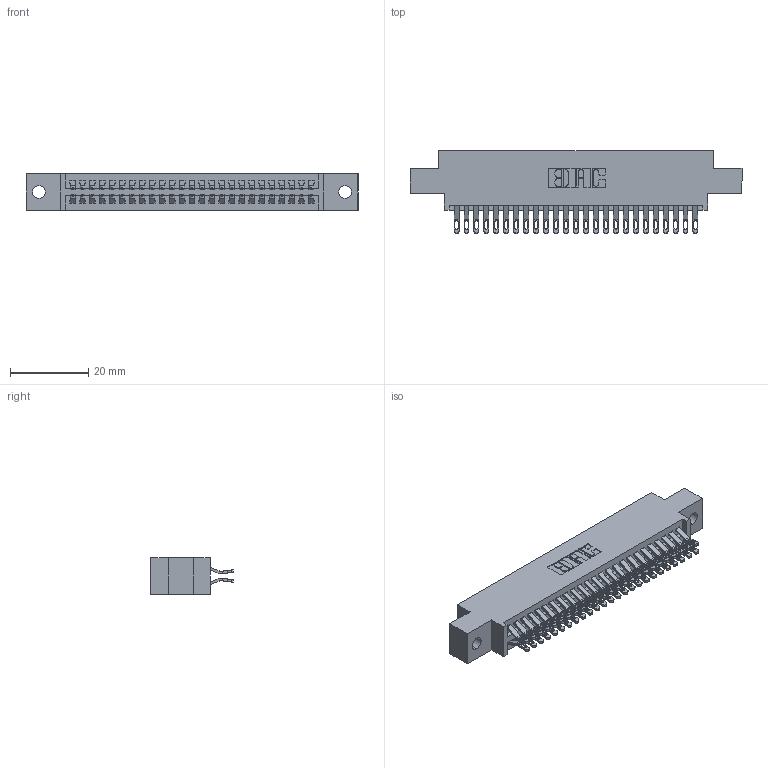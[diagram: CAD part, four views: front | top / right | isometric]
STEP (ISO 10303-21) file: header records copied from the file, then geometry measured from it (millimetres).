
FILE_DESCRIPTION (( 'STEP AP203' ), '1' );
FILE_NAME ('345-050-555-802.STEP', '2018-09-14T09:22:34', ( '' ), ( '' ), 'SwSTEP 2.0', 'SolidWorks 2016', '' );
FILE_SCHEMA (( 'CONFIG_CONTROL_DESIGN' ));
Length unit declared in the file: inch
Products named in the file (3): 345 Part_0.170 Offset - 0.128 Dia; 345-292-001_555 Tail; 345-050-555-802
Assembly tree (51 placements, depth 2):
  345-050-555-802
    345 Part_0.170 Offset - 0.128 Dia
    345-292-001_555 Tail  x50
Bounding box: 84.71 x 21.13 x 9.4 mm (x, y, z)
Volume: 8065.9 mm3; surface area: 11968.6 mm2
Topology: 51 solids, 51 shells, 2930 faces, 9203 edges, 6134 vertices
Faces by surface type: plane 1634, cylinder 1296
Entity records: 22365 total; most frequent: CARTESIAN_POINT 3802, ORIENTED_EDGE 3706, DIRECTION 3341, EDGE_CURVE 1853, VECTOR 1601, LINE 1601, VERTEX_POINT 1234, AXIS2_PLACEMENT_3D 870
